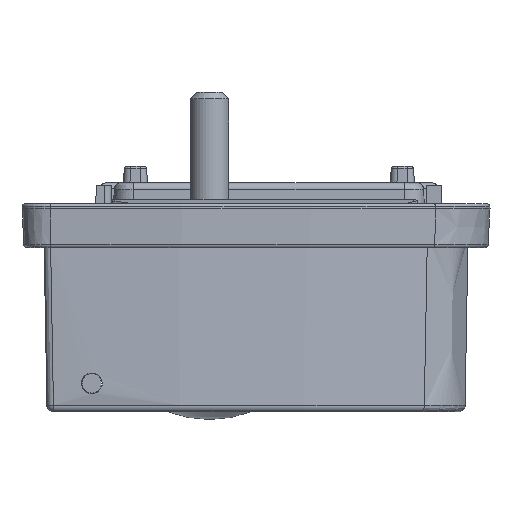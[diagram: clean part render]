
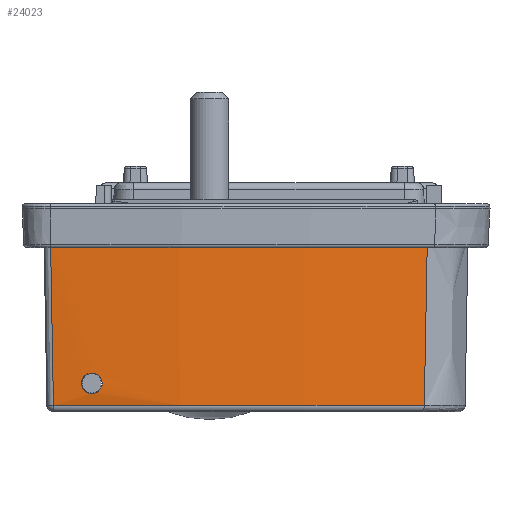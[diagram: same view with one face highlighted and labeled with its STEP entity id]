
A CAD part, left-side view. The second image highlights one B-rep face of the part: STEP entity #24023.
In plain terms, the highlighted conical face has half-angle 1 degrees and reference radius 80 mm.
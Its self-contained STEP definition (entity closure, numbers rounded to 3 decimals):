
#112=CARTESIAN_POINT('',(-36.676,12.9,2.199));
#113=VERTEX_POINT('',#112);
#114=CARTESIAN_POINT('',(-36.676,12.9,2.199));
#115=CARTESIAN_POINT('',(-36.674,12.9,2.07));
#116=CARTESIAN_POINT('',(-36.673,12.934,1.931));
#117=CARTESIAN_POINT('',(-36.675,13.001,1.812));
#118=CARTESIAN_POINT('',(-36.676,13.071,1.685));
#119=CARTESIAN_POINT('',(-36.68,13.168,1.585));
#120=CARTESIAN_POINT('',(-36.685,13.292,1.512));
#121=CARTESIAN_POINT('',(-36.689,13.39,1.454));
#122=CARTESIAN_POINT('',(-36.694,13.503,1.417));
#123=CARTESIAN_POINT('',(-36.699,13.614,1.405));
#124=CARTESIAN_POINT('',(-36.703,13.705,1.395));
#125=CARTESIAN_POINT('',(-36.707,13.794,1.4));
#126=CARTESIAN_POINT('',(-36.712,13.885,1.422));
#127=CARTESIAN_POINT('',(-36.717,13.999,1.449));
#128=CARTESIAN_POINT('',(-36.723,14.109,1.503));
#129=CARTESIAN_POINT('',(-36.728,14.199,1.575));
#130=CARTESIAN_POINT('',(-36.732,14.272,1.633));
#131=CARTESIAN_POINT('',(-36.735,14.332,1.701));
#132=CARTESIAN_POINT('',(-36.738,14.382,1.782));
#133=CARTESIAN_POINT('',(-36.743,14.448,1.889));
#134=CARTESIAN_POINT('',(-36.746,14.488,2.015));
#135=CARTESIAN_POINT('',(-36.749,14.498,2.138));
#136=CARTESIAN_POINT('',(-36.75,14.504,2.218));
#137=CARTESIAN_POINT('',(-36.752,14.498,2.297));
#138=CARTESIAN_POINT('',(-36.752,14.48,2.378));
#139=CARTESIAN_POINT('',(-36.754,14.451,2.503));
#140=CARTESIAN_POINT('',(-36.753,14.39,2.624));
#141=CARTESIAN_POINT('',(-36.752,14.309,2.719));
#142=CARTESIAN_POINT('',(-36.751,14.257,2.78));
#143=CARTESIAN_POINT('',(-36.75,14.197,2.833));
#144=CARTESIAN_POINT('',(-36.747,14.127,2.877));
#145=CARTESIAN_POINT('',(-36.744,14.028,2.939));
#146=CARTESIAN_POINT('',(-36.74,13.913,2.98));
#147=CARTESIAN_POINT('',(-36.735,13.799,2.994));
#148=CARTESIAN_POINT('',(-36.731,13.704,3.006));
#149=CARTESIAN_POINT('',(-36.727,13.612,3.001));
#150=CARTESIAN_POINT('',(-36.722,13.517,2.979));
#151=CARTESIAN_POINT('',(-36.715,13.379,2.946));
#152=CARTESIAN_POINT('',(-36.706,13.248,2.874));
#153=CARTESIAN_POINT('',(-36.7,13.149,2.78));
#154=CARTESIAN_POINT('',(-36.695,13.082,2.716));
#155=CARTESIAN_POINT('',(-36.69,13.023,2.638));
#156=CARTESIAN_POINT('',(-36.686,12.98,2.55));
#157=CARTESIAN_POINT('',(-36.681,12.927,2.439));
#158=CARTESIAN_POINT('',(-36.678,12.9,2.315));
#159=CARTESIAN_POINT('',(-36.676,12.9,2.199));
#160=B_SPLINE_CURVE_WITH_KNOTS('',3,(#114,#115,#116,#117,#118,#119,#120,#121,#122,#123,#124,#125,#126,#127,#128,#129,#130,#131,#132,#133,#134,#135,#136,#137,#138,#139,#140,#141,#142,#143,#144,#145,#146,#147,#148,#149,#150,#151,#152,#153,#154,#155,#156,#157,#158,#159),.UNSPECIFIED.,.T.,.U.,(4,3,3,3,3,3,3,3,3,3,3,3,3,3,3,4),(0.0,0.039,0.08,0.112,0.139,0.172,0.199,0.235,0.259,0.295,0.319,0.352,0.38,0.42,0.448,0.482),.UNSPECIFIED.);
#161=EDGE_CURVE('',#113,#113,#160,.T.);
#2262=CARTESIAN_POINT('',(-36.998,16.897,13.5));
#2263=VERTEX_POINT('',#2262);
#2279=CARTESIAN_POINT('',(-31.301,-12.254,13.5));
#2280=VERTEX_POINT('',#2279);
#2281=CARTESIAN_POINT('',(43.0,17.4,13.5));
#2282=DIRECTION('',(0.0,0.0,-1.0));
#2283=DIRECTION('',(1.0,0.0,0.0));
#2284=AXIS2_PLACEMENT_3D('',#2281,#2282,#2283);
#2285=CIRCLE('',#2284,80.0);
#2286=EDGE_CURVE('',#2280,#2263,#2285,.T.);
#23778=CARTESIAN_POINT('',(-31.151,-12.017,0.491));
#23779=VERTEX_POINT('',#23778);
#23787=CARTESIAN_POINT('',(-36.77,16.668,0.491));
#23788=VERTEX_POINT('',#23787);
#23789=CARTESIAN_POINT('',(43.0,17.4,0.491));
#23790=DIRECTION('',(0.0,0.0,-1.0));
#23791=DIRECTION('',(-0.981,-0.192,0.0));
#23792=AXIS2_PLACEMENT_3D('',#23789,#23790,#23791);
#23793=CIRCLE('',#23792,79.773);
#23794=EDGE_CURVE('',#23779,#23788,#23793,.T.);
#23991=CARTESIAN_POINT('',(-36.77,16.668,0.491));
#23992=CARTESIAN_POINT('',(-36.846,16.745,4.828));
#23993=CARTESIAN_POINT('',(-36.922,16.821,9.164));
#23994=CARTESIAN_POINT('',(-36.998,16.897,13.5));
#23995=B_SPLINE_CURVE_WITH_KNOTS('',3,(#23991,#23992,#23993,#23994),.UNSPECIFIED.,.F.,.U.,(4,4),(0.1,1.401),.UNSPECIFIED.);
#23996=EDGE_CURVE('',#23788,#2263,#23995,.T.);
#24003=CARTESIAN_POINT('',(43.0,17.4,13.5));
#24004=DIRECTION('',(0.0,0.0,1.0));
#24005=DIRECTION('',(1.0,0.0,0.0));
#24006=AXIS2_PLACEMENT_3D('',#24003,#24004,#24005);
#24007=CONICAL_SURFACE('',#24006,80.0,1.0);
#24008=ORIENTED_EDGE('',*,*,#23794,.F.);
#24009=CARTESIAN_POINT('',(-31.301,-12.254,13.5));
#24010=CARTESIAN_POINT('',(-31.251,-12.175,9.164));
#24011=CARTESIAN_POINT('',(-31.201,-12.096,4.828));
#24012=CARTESIAN_POINT('',(-31.151,-12.017,0.491));
#24013=B_SPLINE_CURVE_WITH_KNOTS('',3,(#24009,#24010,#24011,#24012),.UNSPECIFIED.,.F.,.U.,(4,4),(-1.851,-0.55),.UNSPECIFIED.);
#24014=EDGE_CURVE('',#2280,#23779,#24013,.T.);
#24015=ORIENTED_EDGE('',*,*,#24014,.F.);
#24016=ORIENTED_EDGE('',*,*,#2286,.T.);
#24017=ORIENTED_EDGE('',*,*,#23996,.F.);
#24018=EDGE_LOOP('',(#24008,#24015,#24016,#24017));
#24019=FACE_OUTER_BOUND('',#24018,.T.);
#24020=ORIENTED_EDGE('',*,*,#161,.T.);
#24021=EDGE_LOOP('',(#24020));
#24022=FACE_BOUND('',#24021,.T.);
#24023=ADVANCED_FACE('',(#24019,#24022),#24007,.T.);
